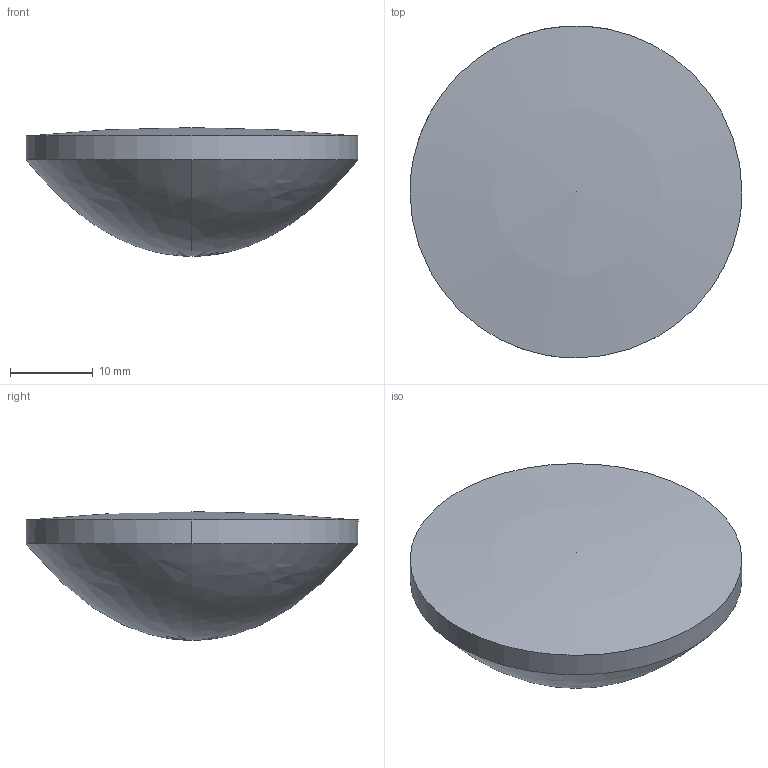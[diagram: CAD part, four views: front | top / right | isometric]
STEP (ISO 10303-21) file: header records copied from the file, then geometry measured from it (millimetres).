
FILE_DESCRIPTION (( 'STEP AP203' ), '1' );
FILE_NAME ('140610.STEP', '2024-12-17T01:34:11', ( '' ), ( '' ), 'SwSTEP 2.0', 'SolidWorks 2020', '' );
FILE_SCHEMA (( 'CONFIG_CONTROL_DESIGN' ));
Length unit declared in the file: millimetre
Products named in the file (1): 140610
Bounding box: 40 x 40 x 15.5 mm (x, y, z)
Volume: 11732.3 mm3; surface area: 3250.1 mm2
Topology: 1 solids, 1 shells, 5 faces, 15 edges, 9 vertices
Faces by surface type: bspline 2, cylinder 2, sphere 1
Entity records: 729 total; most frequent: CARTESIAN_POINT 577, ORIENTED_EDGE 20, EDGE_CURVE 10, DIRECTION 8, PERSON_AND_ORGANIZATION 8, VERTEX_POINT 7, CC_DESIGN_PERSON_AND_ORGANIZATION_ASSIGNMENT 5, PERSON_AND_ORGANIZATION_ROLE 5
